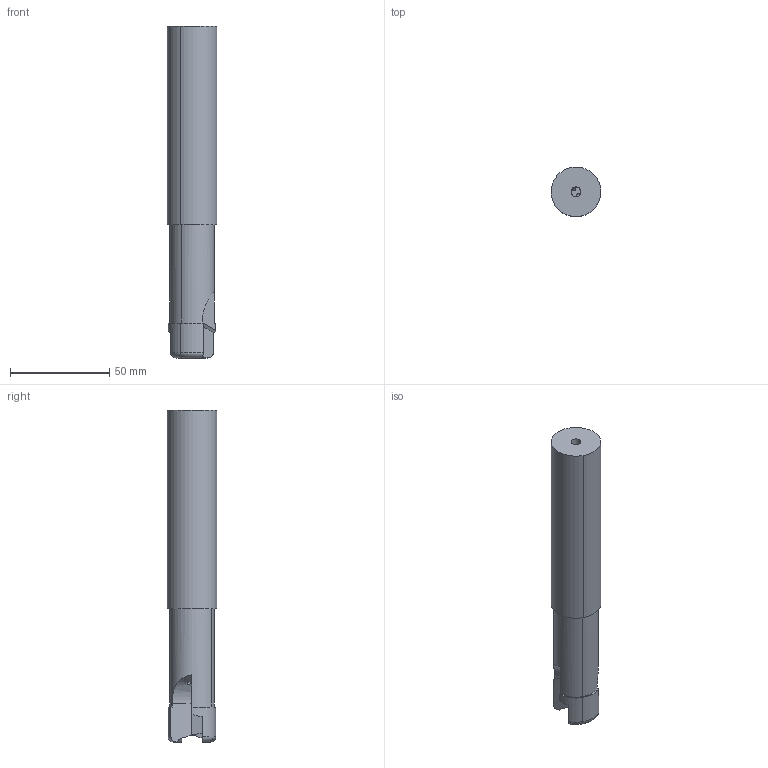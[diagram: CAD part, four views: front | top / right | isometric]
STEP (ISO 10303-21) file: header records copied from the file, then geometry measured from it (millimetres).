
FILE_DESCRIPTION(('HOOPS Exchange Step'),'2;1');
FILE_NAME('export-9C05CE0F-E7B3-404E-A4BE-62E109A7CE02.stp','2024-08-15T17:46:53+02:00',('Engineering'),('Alibre'),'HOOPS Exchange 2023.0','Alibre','Unknown authorisation');
FILE_SCHEMA( ('AP242_MANAGED_MODEL_BASED_3D_ENGINEERING_MIM_LF {1 0 10303 442 1 1 4 }') );
Length unit declared in the file: millimetre
Products named in the file (1): 6925 Ø25 Z=2 L=170 CL=70 Ap=16 Shoulder Milling ALU-Cutter (TE90XEV 225-25-16-L170)
Bounding box: 24.98 x 24.96 x 167.2 mm (x, y, z)
Volume: 68170 mm3; surface area: 16240.4 mm2
Topology: 1 solids, 1 shells, 56 faces, 165 edges, 111 vertices
Faces by surface type: plane 24, cylinder 14, cone 10, bspline 4, torus 4
Entity records: 2349 total; most frequent: CARTESIAN_POINT 910, ORIENTED_EDGE 330, DIRECTION 241, EDGE_CURVE 165, VERTEX_POINT 111, AXIS2_PLACEMENT_3D 85, VECTOR 71, LINE 71
